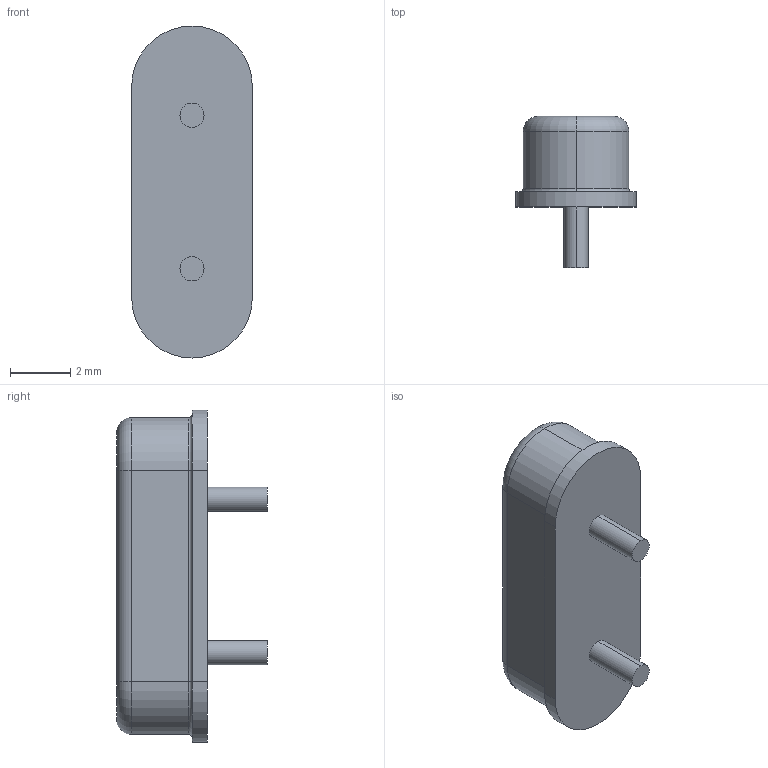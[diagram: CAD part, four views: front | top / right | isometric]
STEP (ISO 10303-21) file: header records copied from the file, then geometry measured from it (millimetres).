
FILE_DESCRIPTION(('FreeCAD Model'),'2;1');
FILE_NAME('Open CASCADE Shape Model','2021-07-01T19:05:19',('Author'),( ''),'Open CASCADE STEP processor 7.5','FreeCAD','Unknown');
FILE_SCHEMA(('AUTOMOTIVE_DESIGN { 1 0 10303 214 1 1 1 1 }'));
Length unit declared in the file: millimetre
Products named in the file (1): Quartz
Bounding box: 4 x 5 x 11 mm (x, y, z)
Volume: 106.3 mm3; surface area: 162.4 mm2
Topology: 1 solids, 1 shells, 265 faces, 725 edges, 480 vertices
Faces by surface type: bspline 172, plane 73, cylinder 14, torus 6
Entity records: 23115 total; most frequent: CARTESIAN_POINT 10955, ORIENTED_EDGE 1450, PCURVE 1450, DEFINITIONAL_REPRESENTATION 1450, DIRECTION 1360, LINE 1087, VECTOR 1087, B_SPLINE_CURVE_WITH_KNOTS 1032
